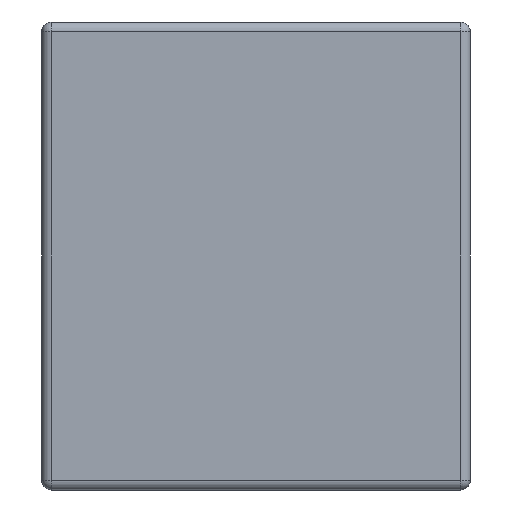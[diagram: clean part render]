
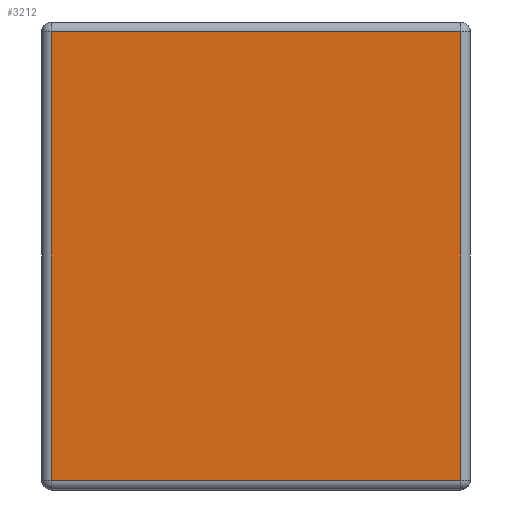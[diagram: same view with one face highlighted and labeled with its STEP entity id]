
A CAD part, left-side view. The second image highlights one B-rep face of the part: STEP entity #3212.
In plain terms, the highlighted planar face has unit normal (-1, 0, 0).
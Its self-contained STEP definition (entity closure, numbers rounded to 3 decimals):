
#110 = ORIENTED_EDGE ( 'NONE', *, *, #529, .T. ) ;
#114 = EDGE_CURVE ( 'NONE', #3671, #4345, #728, .T. ) ;
#146 = LINE ( 'NONE', #507, #1347 ) ;
#159 = DIRECTION ( 'NONE',  ( 0., 1., 0. ) ) ;
#264 = VECTOR ( 'NONE', #1798, 1000. ) ;
#363 = VERTEX_POINT ( 'NONE', #2481 ) ;
#449 = CARTESIAN_POINT ( 'NONE',  ( 0., 0.02, -0.93 ) ) ;
#492 = CARTESIAN_POINT ( 'NONE',  ( 0., 0.85, -0.02 ) ) ;
#507 = CARTESIAN_POINT ( 'NONE',  ( 0., 0.87, -0.02 ) ) ;
#529 = EDGE_CURVE ( 'NONE', #4345, #363, #1507, .T. ) ;
#561 = CARTESIAN_POINT ( 'NONE',  ( 0., 0.85, -0.93 ) ) ;
#665 = VECTOR ( 'NONE', #3634, 1000. ) ;
#728 = LINE ( 'NONE', #1738, #665 ) ;
#772 = FACE_OUTER_BOUND ( 'NONE', #2602, .T. ) ;
#1057 = EDGE_CURVE ( 'NONE', #4384, #3671, #2006, .T. ) ;
#1143 = CARTESIAN_POINT ( 'NONE',  ( 0., 0.85, -0.95 ) ) ;
#1163 = DIRECTION ( 'NONE',  ( 0., 0., 1. ) ) ;
#1347 = VECTOR ( 'NONE', #159, 1000. ) ;
#1507 = LINE ( 'NONE', #1846, #264 ) ;
#1738 = CARTESIAN_POINT ( 'NONE',  ( 0., 0., -0.93 ) ) ;
#1798 = DIRECTION ( 'NONE',  ( 0., 0., 1. ) ) ;
#1846 = CARTESIAN_POINT ( 'NONE',  ( 0., 0.02, 0. ) ) ;
#2006 = LINE ( 'NONE', #1143, #3859 ) ;
#2160 = ORIENTED_EDGE ( 'NONE', *, *, #114, .T. ) ;
#2481 = CARTESIAN_POINT ( 'NONE',  ( 0., 0.02, -0.02 ) ) ;
#2602 = EDGE_LOOP ( 'NONE', ( #2160, #110, #2758, #3990 ) ) ;
#2758 = ORIENTED_EDGE ( 'NONE', *, *, #4389, .T. ) ;
#2962 = DIRECTION ( 'NONE',  ( -1., 0., 0. ) ) ;
#3041 = AXIS2_PLACEMENT_3D ( 'NONE', #3700, #2962, #1163 ) ;
#3212 = ADVANCED_FACE ( 'NONE', ( #772 ), #3288, .T. ) ;
#3288 = PLANE ( 'NONE',  #3041 ) ;
#3634 = DIRECTION ( 'NONE',  ( 0., -1., 0. ) ) ;
#3671 = VERTEX_POINT ( 'NONE', #561 ) ;
#3700 = CARTESIAN_POINT ( 'NONE',  ( 0., 0., 0. ) ) ;
#3859 = VECTOR ( 'NONE', #3964, 1000. ) ;
#3964 = DIRECTION ( 'NONE',  ( 0., 0., -1. ) ) ;
#3990 = ORIENTED_EDGE ( 'NONE', *, *, #1057, .T. ) ;
#4345 = VERTEX_POINT ( 'NONE', #449 ) ;
#4384 = VERTEX_POINT ( 'NONE', #492 ) ;
#4389 = EDGE_CURVE ( 'NONE', #363, #4384, #146, .T. ) ;
